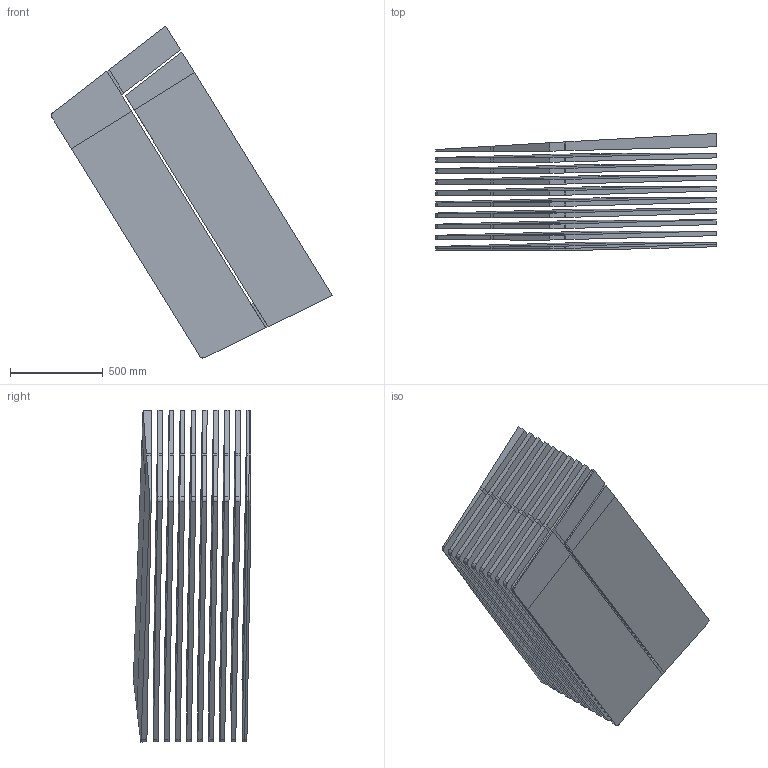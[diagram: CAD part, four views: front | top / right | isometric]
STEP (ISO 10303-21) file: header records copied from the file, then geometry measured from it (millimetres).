
FILE_DESCRIPTION(('FreeCAD Model'),'2;1');
FILE_NAME('detailed_DCLL/step/lithium_lead_sample_envelope_1.step', '2018-03-08T12:08:07',('FreeCAD'),('FreeCAD'), 'Open CASCADE STEP processor 7.1','FreeCAD','Unknown');
FILE_SCHEMA(('AUTOMOTIVE_DESIGN_CC2 { 1 2 10303 214 -1 1 5 4 }'));
Length unit declared in the file: millimetre
Products named in the file (56): Open CASCADE STEP translator 7.1 2; Open CASCADE STEP translator 7.1 2.1; Open CASCADE STEP translator 7.1 2.2; Open CASCADE STEP translator 7.1 2.3; Open CASCADE STEP translator 7.1 2.4; Open CASCADE STEP translator 7.1 2.5; Open CASCADE STEP translator 7.1 2.6; Open CASCADE STEP translator 7.1 2.7; Open CASCADE STEP translator 7.1 2.8; Open CASCADE STEP translator 7.1 2.9; Open CASCADE STEP translator 7.1 2.10; Open CASCADE STEP translator 7.1 2.11; Open CASCADE STEP translator 7.1 2.12; Open CASCADE STEP translator 7.1 2.13; Open CASCADE STEP translator 7.1 2.14; Open CASCADE STEP translator 7.1 2.15; Open CASCADE STEP translator 7.1 2.16; Open CASCADE STEP translator 7.1 2.17; Open CASCADE STEP translator 7.1 2.18; Open CASCADE STEP translator 7.1 2.19; Open CASCADE STEP translator 7.1 2.20; Open CASCADE STEP translator 7.1 2.21; Open CASCADE STEP translator 7.1 2.22; Open CASCADE STEP translator 7.1 2.23; Open CASCADE STEP translator 7.1 2.24; Open CASCADE STEP translator 7.1 2.25; Open CASCADE STEP translator 7.1 2.26; Open CASCADE STEP translator 7.1 2.27; Open CASCADE STEP translator 7.1 2.28; Open CASCADE STEP translator 7.1 2.29; Open CASCADE STEP translator 7.1 2.30; Open CASCADE STEP translator 7.1 2.31; Open CASCADE STEP translator 7.1 2.32; Open CASCADE STEP translator 7.1 2.33; Open CASCADE STEP translator 7.1 2.34; Open CASCADE STEP translator 7.1 2.35; Open CASCADE STEP translator 7.1 2.36; Open CASCADE STEP translator 7.1 2.37; Open CASCADE STEP translator 7.1 2.38; Open CASCADE STEP translator 7.1 2.39 ...
Assembly tree (55 placements, depth 2):
  Open CASCADE STEP translator 7.1 2
    Open CASCADE STEP translator 7.1 2.1
    Open CASCADE STEP translator 7.1 2.2
    Open CASCADE STEP translator 7.1 2.3
    Open CASCADE STEP translator 7.1 2.4
    Open CASCADE STEP translator 7.1 2.5
    Open CASCADE STEP translator 7.1 2.6
    Open CASCADE STEP translator 7.1 2.7
    Open CASCADE STEP translator 7.1 2.8
    Open CASCADE STEP translator 7.1 2.9
    Open CASCADE STEP translator 7.1 2.10
    Open CASCADE STEP translator 7.1 2.11
    Open CASCADE STEP translator 7.1 2.12
    Open CASCADE STEP translator 7.1 2.13
    Open CASCADE STEP translator 7.1 2.14
    Open CASCADE STEP translator 7.1 2.15
    Open CASCADE STEP translator 7.1 2.16
    Open CASCADE STEP translator 7.1 2.17
    Open CASCADE STEP translator 7.1 2.18
    Open CASCADE STEP translator 7.1 2.19
    Open CASCADE STEP translator 7.1 2.20
    Open CASCADE STEP translator 7.1 2.21
    Open CASCADE STEP translator 7.1 2.22
    Open CASCADE STEP translator 7.1 2.23
    Open CASCADE STEP translator 7.1 2.24
    Open CASCADE STEP translator 7.1 2.25
    Open CASCADE STEP translator 7.1 2.26
    Open CASCADE STEP translator 7.1 2.27
    Open CASCADE STEP translator 7.1 2.28
    Open CASCADE STEP translator 7.1 2.29
    Open CASCADE STEP translator 7.1 2.30
    Open CASCADE STEP translator 7.1 2.31
    Open CASCADE STEP translator 7.1 2.32
    Open CASCADE STEP translator 7.1 2.33
    Open CASCADE STEP translator 7.1 2.34
    Open CASCADE STEP translator 7.1 2.35
    Open CASCADE STEP translator 7.1 2.36
    Open CASCADE STEP translator 7.1 2.37
    Open CASCADE STEP translator 7.1 2.38
    Open CASCADE STEP translator 7.1 2.39
    Open CASCADE STEP translator 7.1 2.40
    Open CASCADE STEP translator 7.1 2.41
    Open CASCADE STEP translator 7.1 2.42
    Open CASCADE STEP translator 7.1 2.43
    Open CASCADE STEP translator 7.1 2.44
    Open CASCADE STEP translator 7.1 2.45
    Open CASCADE STEP translator 7.1 2.46
    Open CASCADE STEP translator 7.1 2.47
    Open CASCADE STEP translator 7.1 2.48
    Open CASCADE STEP translator 7.1 2.49
    Open CASCADE STEP translator 7.1 2.50
    Open CASCADE STEP translator 7.1 2.51
    Open CASCADE STEP translator 7.1 2.52
    Open CASCADE STEP translator 7.1 2.53
    Open CASCADE STEP translator 7.1 2.54
    Open CASCADE STEP translator 7.1 2.55
Bounding box: 1516.6 x 633.45 x 1793.21 mm (x, y, z)
Volume: 330857584.8 mm3; surface area: 30045789.3 mm2
Topology: 55 solids, 55 shells, 376 faces, 798 edges, 532 vertices
Faces by surface type: plane 354, cylinder 22
Entity records: 20046 total; most frequent: CARTESIAN_POINT 5115, DIRECTION 1851, ORIENTED_EDGE 1596, PCURVE 1596, DEFINITIONAL_REPRESENTATION 1596, B_SPLINE_CURVE_WITH_KNOTS 1450, LINE 856, VECTOR 856
